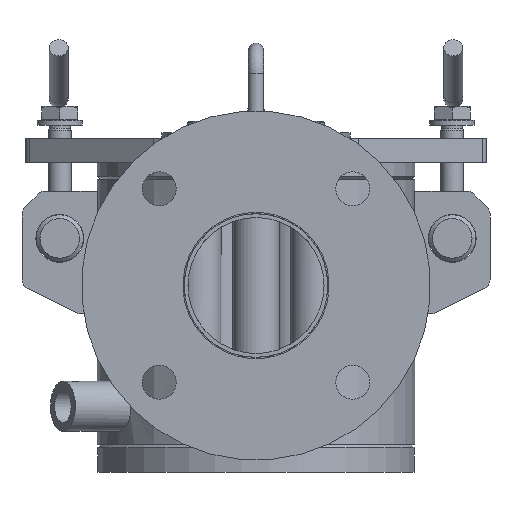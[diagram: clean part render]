
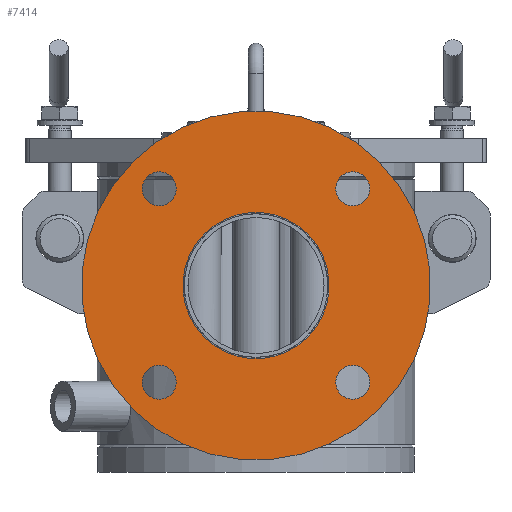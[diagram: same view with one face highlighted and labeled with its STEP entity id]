
A CAD part, front view. The second image highlights one B-rep face of the part: STEP entity #7414.
In plain terms, the highlighted planar face has unit normal (0, -1, 0).
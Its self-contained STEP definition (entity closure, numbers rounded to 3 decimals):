
#1364=FACE_BOUND('',#2581,.T.);
#1365=FACE_BOUND('',#2582,.T.);
#1366=FACE_BOUND('',#2583,.T.);
#1367=FACE_BOUND('',#2584,.T.);
#1368=FACE_BOUND('',#2585,.T.);
#1843=FACE_OUTER_BOUND('',#2580,.T.);
#2580=EDGE_LOOP('',(#6242));
#2581=EDGE_LOOP('',(#6243));
#2582=EDGE_LOOP('',(#6244));
#2583=EDGE_LOOP('',(#6245));
#2584=EDGE_LOOP('',(#6246));
#2585=EDGE_LOOP('',(#6247));
#2958=CIRCLE('',#8280,9.);
#2960=CIRCLE('',#8283,9.);
#2962=CIRCLE('',#8286,9.);
#2964=CIRCLE('',#8289,9.);
#2967=CIRCLE('',#8293,38.75);
#2969=CIRCLE('',#8296,92.5);
#3613=VERTEX_POINT('',#14728);
#3615=VERTEX_POINT('',#14733);
#3617=VERTEX_POINT('',#14738);
#3619=VERTEX_POINT('',#14743);
#3622=VERTEX_POINT('',#14750);
#3624=VERTEX_POINT('',#14755);
#4484=EDGE_CURVE('',#3613,#3613,#2958,.T.);
#4486=EDGE_CURVE('',#3615,#3615,#2960,.T.);
#4488=EDGE_CURVE('',#3617,#3617,#2962,.T.);
#4490=EDGE_CURVE('',#3619,#3619,#2964,.T.);
#4493=EDGE_CURVE('',#3622,#3622,#2967,.T.);
#4495=EDGE_CURVE('',#3624,#3624,#2969,.T.);
#6242=ORIENTED_EDGE('',*,*,#4495,.T.);
#6243=ORIENTED_EDGE('',*,*,#4484,.T.);
#6244=ORIENTED_EDGE('',*,*,#4486,.T.);
#6245=ORIENTED_EDGE('',*,*,#4488,.T.);
#6246=ORIENTED_EDGE('',*,*,#4490,.T.);
#6247=ORIENTED_EDGE('',*,*,#4493,.T.);
#6454=PLANE('',#8298);
#7414=ADVANCED_FACE('',(#1843,#1364,#1365,#1366,#1367,#1368),#6454,.T.);
#8280=AXIS2_PLACEMENT_3D('',#14729,#10291,#10292);
#8283=AXIS2_PLACEMENT_3D('',#14734,#10297,#10298);
#8286=AXIS2_PLACEMENT_3D('',#14739,#10303,#10304);
#8289=AXIS2_PLACEMENT_3D('',#14744,#10309,#10310);
#8293=AXIS2_PLACEMENT_3D('',#14751,#10317,#10318);
#8296=AXIS2_PLACEMENT_3D('',#14756,#10323,#10324);
#8298=AXIS2_PLACEMENT_3D('',#14758,#10327,#10328);
#10291=DIRECTION('center_axis',(0.,1.,0.));
#10292=DIRECTION('ref_axis',(0.707,0.,0.707));
#10297=DIRECTION('center_axis',(0.,1.,0.));
#10298=DIRECTION('ref_axis',(-0.707,0.,0.707));
#10303=DIRECTION('center_axis',(0.,1.,0.));
#10304=DIRECTION('ref_axis',(-0.707,0.,-0.707));
#10309=DIRECTION('center_axis',(0.,1.,0.));
#10310=DIRECTION('ref_axis',(0.707,0.,-0.707));
#10317=DIRECTION('center_axis',(0.,1.,0.));
#10318=DIRECTION('ref_axis',(0.707,0.,-0.707));
#10323=DIRECTION('center_axis',(0.,-1.,0.));
#10324=DIRECTION('ref_axis',(0.707,0.,-0.707));
#10327=DIRECTION('center_axis',(0.,-1.,0.));
#10328=DIRECTION('ref_axis',(0.707,0.,-0.707));
#14728=CARTESIAN_POINT('',(-57.629,-150.,143.901));
#14729=CARTESIAN_POINT('Origin',(-51.265,-150.,150.265));
#14733=CARTESIAN_POINT('',(-44.901,-150.,41.371));
#14734=CARTESIAN_POINT('Origin',(-51.265,-150.,47.735));
#14738=CARTESIAN_POINT('',(57.629,-150.,54.099));
#14739=CARTESIAN_POINT('Origin',(51.265,-150.,47.735));
#14743=CARTESIAN_POINT('',(44.901,-150.,156.629));
#14744=CARTESIAN_POINT('Origin',(51.265,-150.,150.265));
#14750=CARTESIAN_POINT('',(-27.4,-150.,126.4));
#14751=CARTESIAN_POINT('Origin',(0.,-150.,
99.));
#14755=CARTESIAN_POINT('',(-65.407,-150.,164.407));
#14756=CARTESIAN_POINT('Origin',(0.,-150.,
99.));
#14758=CARTESIAN_POINT('Origin',(0.,-150.,
99.));
